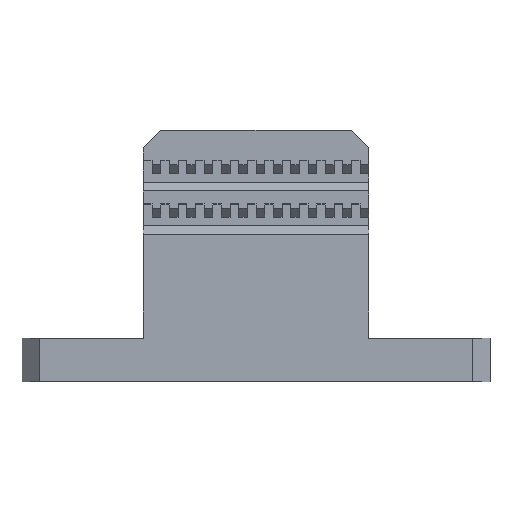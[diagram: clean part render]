
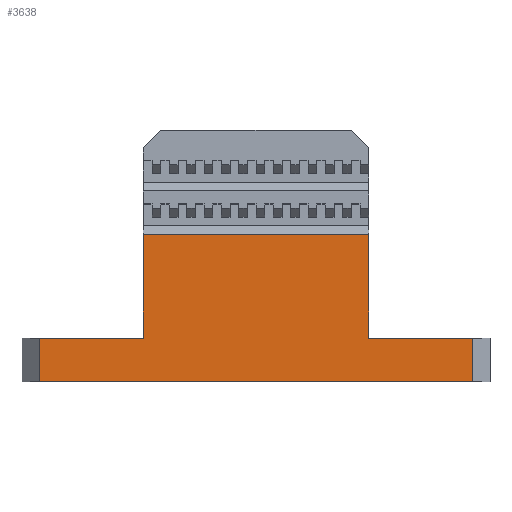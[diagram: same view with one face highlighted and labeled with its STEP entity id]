
A CAD part, top view. The second image highlights one B-rep face of the part: STEP entity #3638.
In plain terms, the highlighted planar face has unit normal (0, 0, 1).
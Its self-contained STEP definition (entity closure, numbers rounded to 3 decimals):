
#55 = PLANE('',#56);
#56 = AXIS2_PLACEMENT_3D('',#57,#58,#59);
#57 = CARTESIAN_POINT('',(0.,0.,10.));
#58 = DIRECTION('',(0.,-1.,0.));
#59 = DIRECTION('',(0.,0.,-1.));
#83 = PLANE('',#84);
#84 = AXIS2_PLACEMENT_3D('',#85,#86,#87);
#85 = CARTESIAN_POINT('',(1.,0.,9.));
#86 = DIRECTION('',(-0.707,0.,0.707));
#87 = DIRECTION('',(0.,-1.,0.));
#111 = PLANE('',#112);
#112 = AXIS2_PLACEMENT_3D('',#113,#114,#115);
#113 = CARTESIAN_POINT('',(0.,-5.,10.));
#114 = DIRECTION('',(0.,-1.,0.));
#115 = DIRECTION('',(0.,0.,-1.));
#152 = EDGE_CURVE('',#153,#155,#157,.T.);
#153 = VERTEX_POINT('',#154);
#154 = CARTESIAN_POINT('',(2.,0.,10.));
#155 = VERTEX_POINT('',#156);
#156 = CARTESIAN_POINT('',(14.,0.,10.));
#157 = SURFACE_CURVE('',#158,(#162,#169),.PCURVE_S1.);
#158 = LINE('',#159,#160);
#159 = CARTESIAN_POINT('',(0.,0.,10.));
#160 = VECTOR('',#161,1.);
#161 = DIRECTION('',(1.,0.,0.));
#162 = PCURVE('',#55,#163);
#163 = DEFINITIONAL_REPRESENTATION('',(#164),#168);
#164 = LINE('',#165,#166);
#165 = CARTESIAN_POINT('',(0.,0.));
#166 = VECTOR('',#167,1.);
#167 = DIRECTION('',(0.,1.));
#168 = ( GEOMETRIC_REPRESENTATION_CONTEXT(2) 
PARAMETRIC_REPRESENTATION_CONTEXT() REPRESENTATION_CONTEXT('2D SPACE',''
  ) );
#169 = PCURVE('',#170,#175);
#170 = PLANE('',#171);
#171 = AXIS2_PLACEMENT_3D('',#172,#173,#174);
#172 = CARTESIAN_POINT('',(2.,-5.,10.));
#173 = DIRECTION('',(0.,0.,-1.));
#174 = DIRECTION('',(-1.,0.,0.));
#175 = DEFINITIONAL_REPRESENTATION('',(#176),#180);
#176 = LINE('',#177,#178);
#177 = CARTESIAN_POINT('',(2.,5.));
#178 = VECTOR('',#179,1.);
#179 = DIRECTION('',(-1.,0.));
#180 = ( GEOMETRIC_REPRESENTATION_CONTEXT(2) 
PARAMETRIC_REPRESENTATION_CONTEXT() REPRESENTATION_CONTEXT('2D SPACE',''
  ) );
#269 = PLANE('',#270);
#270 = AXIS2_PLACEMENT_3D('',#271,#272,#273);
#271 = CARTESIAN_POINT('',(14.,0.,0.));
#272 = DIRECTION('',(1.,0.,0.));
#273 = DIRECTION('',(0.,0.,1.));
#2005 = VERTEX_POINT('',#2006);
#2006 = CARTESIAN_POINT('',(2.,-5.,10.));
#2027 = EDGE_CURVE('',#153,#2005,#2028,.T.);
#2028 = SURFACE_CURVE('',#2029,(#2033,#2040),.PCURVE_S1.);
#2029 = LINE('',#2030,#2031);
#2030 = CARTESIAN_POINT('',(2.,0.,10.));
#2031 = VECTOR('',#2032,1.);
#2032 = DIRECTION('',(0.,-1.,0.));
#2033 = PCURVE('',#83,#2034);
#2034 = DEFINITIONAL_REPRESENTATION('',(#2035),#2039);
#2035 = LINE('',#2036,#2037);
#2036 = CARTESIAN_POINT('',(0.,1.414));
#2037 = VECTOR('',#2038,1.);
#2038 = DIRECTION('',(1.,0.));
#2039 = ( GEOMETRIC_REPRESENTATION_CONTEXT(2) 
PARAMETRIC_REPRESENTATION_CONTEXT() REPRESENTATION_CONTEXT('2D SPACE',''
  ) );
#2040 = PCURVE('',#170,#2041);
#2041 = DEFINITIONAL_REPRESENTATION('',(#2042),#2046);
#2042 = LINE('',#2043,#2044);
#2043 = CARTESIAN_POINT('',(0.,5.));
#2044 = VECTOR('',#2045,1.);
#2045 = DIRECTION('',(0.,-1.));
#2046 = ( GEOMETRIC_REPRESENTATION_CONTEXT(2) 
PARAMETRIC_REPRESENTATION_CONTEXT() REPRESENTATION_CONTEXT('2D SPACE',''
  ) );
#2100 = EDGE_CURVE('',#2005,#2101,#2103,.T.);
#2101 = VERTEX_POINT('',#2102);
#2102 = CARTESIAN_POINT('',(52.,-5.,10.));
#2103 = SURFACE_CURVE('',#2104,(#2108,#2115),.PCURVE_S1.);
#2104 = LINE('',#2105,#2106);
#2105 = CARTESIAN_POINT('',(0.,-5.,10.));
#2106 = VECTOR('',#2107,1.);
#2107 = DIRECTION('',(1.,0.,0.));
#2108 = PCURVE('',#111,#2109);
#2109 = DEFINITIONAL_REPRESENTATION('',(#2110),#2114);
#2110 = LINE('',#2111,#2112);
#2111 = CARTESIAN_POINT('',(0.,0.));
#2112 = VECTOR('',#2113,1.);
#2113 = DIRECTION('',(0.,1.));
#2114 = ( GEOMETRIC_REPRESENTATION_CONTEXT(2) 
PARAMETRIC_REPRESENTATION_CONTEXT() REPRESENTATION_CONTEXT('2D SPACE',''
  ) );
#2115 = PCURVE('',#170,#2116);
#2116 = DEFINITIONAL_REPRESENTATION('',(#2117),#2121);
#2117 = LINE('',#2118,#2119);
#2118 = CARTESIAN_POINT('',(2.,0.));
#2119 = VECTOR('',#2120,1.);
#2120 = DIRECTION('',(-1.,0.));
#2121 = ( GEOMETRIC_REPRESENTATION_CONTEXT(2) 
PARAMETRIC_REPRESENTATION_CONTEXT() REPRESENTATION_CONTEXT('2D SPACE',''
  ) );
#2219 = PLANE('',#2220);
#2220 = AXIS2_PLACEMENT_3D('',#2221,#2222,#2223);
#2221 = CARTESIAN_POINT('',(53.,0.,9.));
#2222 = DIRECTION('',(-0.707,0.,
    -0.707));
#2223 = DIRECTION('',(0.,-1.,0.));
#3638 = ADVANCED_FACE('',(#3639),#170,.F.);
#3639 = FACE_BOUND('',#3640,.F.);
#3640 = EDGE_LOOP('',(#3641,#3642,#3643,#3644,#3667,#3693,#3721,#3749));
#3641 = ORIENTED_EDGE('',*,*,#2100,.F.);
#3642 = ORIENTED_EDGE('',*,*,#2027,.F.);
#3643 = ORIENTED_EDGE('',*,*,#152,.T.);
#3644 = ORIENTED_EDGE('',*,*,#3645,.T.);
#3645 = EDGE_CURVE('',#155,#3646,#3648,.T.);
#3646 = VERTEX_POINT('',#3647);
#3647 = CARTESIAN_POINT('',(14.,12.,10.));
#3648 = SURFACE_CURVE('',#3649,(#3653,#3660),.PCURVE_S1.);
#3649 = LINE('',#3650,#3651);
#3650 = CARTESIAN_POINT('',(14.,0.,10.));
#3651 = VECTOR('',#3652,1.);
#3652 = DIRECTION('',(0.,1.,0.));
#3653 = PCURVE('',#170,#3654);
#3654 = DEFINITIONAL_REPRESENTATION('',(#3655),#3659);
#3655 = LINE('',#3656,#3657);
#3656 = CARTESIAN_POINT('',(-12.,5.));
#3657 = VECTOR('',#3658,1.);
#3658 = DIRECTION('',(0.,1.));
#3659 = ( GEOMETRIC_REPRESENTATION_CONTEXT(2) 
PARAMETRIC_REPRESENTATION_CONTEXT() REPRESENTATION_CONTEXT('2D SPACE',''
  ) );
#3660 = PCURVE('',#269,#3661);
#3661 = DEFINITIONAL_REPRESENTATION('',(#3662),#3666);
#3662 = LINE('',#3663,#3664);
#3663 = CARTESIAN_POINT('',(10.,0.));
#3664 = VECTOR('',#3665,1.);
#3665 = DIRECTION('',(0.,-1.));
#3666 = ( GEOMETRIC_REPRESENTATION_CONTEXT(2) 
PARAMETRIC_REPRESENTATION_CONTEXT() REPRESENTATION_CONTEXT('2D SPACE',''
  ) );
#3667 = ORIENTED_EDGE('',*,*,#3668,.T.);
#3668 = EDGE_CURVE('',#3646,#3669,#3671,.T.);
#3669 = VERTEX_POINT('',#3670);
#3670 = CARTESIAN_POINT('',(40.,12.,10.));
#3671 = SURFACE_CURVE('',#3672,(#3676,#3682),.PCURVE_S1.);
#3672 = LINE('',#3673,#3674);
#3673 = CARTESIAN_POINT('',(2.,12.,10.));
#3674 = VECTOR('',#3675,1.);
#3675 = DIRECTION('',(1.,-0.,0.));
#3676 = PCURVE('',#170,#3677);
#3677 = DEFINITIONAL_REPRESENTATION('',(#3678),#3681);
#3678 = B_SPLINE_CURVE_WITH_KNOTS('',1,(#3679,#3680),.UNSPECIFIED.,.F.,
  .F.,(2,2),(-5.,55.),.PIECEWISE_BEZIER_KNOTS.);
#3679 = CARTESIAN_POINT('',(5.,17.));
#3680 = CARTESIAN_POINT('',(-55.,17.));
#3681 = ( GEOMETRIC_REPRESENTATION_CONTEXT(2) 
PARAMETRIC_REPRESENTATION_CONTEXT() REPRESENTATION_CONTEXT('2D SPACE',''
  ) );
#3682 = PCURVE('',#3683,#3688);
#3683 = PLANE('',#3684);
#3684 = AXIS2_PLACEMENT_3D('',#3685,#3686,#3687);
#3685 = CARTESIAN_POINT('',(2.,13.5,8.5));
#3686 = DIRECTION('',(0.,0.707,0.707));
#3687 = DIRECTION('',(0.,-0.707,0.707));
#3688 = DEFINITIONAL_REPRESENTATION('',(#3689),#3692);
#3689 = B_SPLINE_CURVE_WITH_KNOTS('',1,(#3690,#3691),.UNSPECIFIED.,.F.,
  .F.,(2,2),(-5.,55.),.PIECEWISE_BEZIER_KNOTS.);
#3690 = CARTESIAN_POINT('',(2.121,-5.));
#3691 = CARTESIAN_POINT('',(2.121,55.));
#3692 = ( GEOMETRIC_REPRESENTATION_CONTEXT(2) 
PARAMETRIC_REPRESENTATION_CONTEXT() REPRESENTATION_CONTEXT('2D SPACE',''
  ) );
#3693 = ORIENTED_EDGE('',*,*,#3694,.F.);
#3694 = EDGE_CURVE('',#3695,#3669,#3697,.T.);
#3695 = VERTEX_POINT('',#3696);
#3696 = CARTESIAN_POINT('',(40.,0.,10.));
#3697 = SURFACE_CURVE('',#3698,(#3702,#3709),.PCURVE_S1.);
#3698 = LINE('',#3699,#3700);
#3699 = CARTESIAN_POINT('',(40.,0.,10.));
#3700 = VECTOR('',#3701,1.);
#3701 = DIRECTION('',(0.,1.,0.));
#3702 = PCURVE('',#170,#3703);
#3703 = DEFINITIONAL_REPRESENTATION('',(#3704),#3708);
#3704 = LINE('',#3705,#3706);
#3705 = CARTESIAN_POINT('',(-38.,5.));
#3706 = VECTOR('',#3707,1.);
#3707 = DIRECTION('',(0.,1.));
#3708 = ( GEOMETRIC_REPRESENTATION_CONTEXT(2) 
PARAMETRIC_REPRESENTATION_CONTEXT() REPRESENTATION_CONTEXT('2D SPACE',''
  ) );
#3709 = PCURVE('',#3710,#3715);
#3710 = PLANE('',#3711);
#3711 = AXIS2_PLACEMENT_3D('',#3712,#3713,#3714);
#3712 = CARTESIAN_POINT('',(40.,0.,0.));
#3713 = DIRECTION('',(1.,0.,0.));
#3714 = DIRECTION('',(0.,0.,1.));
#3715 = DEFINITIONAL_REPRESENTATION('',(#3716),#3720);
#3716 = LINE('',#3717,#3718);
#3717 = CARTESIAN_POINT('',(10.,0.));
#3718 = VECTOR('',#3719,1.);
#3719 = DIRECTION('',(0.,-1.));
#3720 = ( GEOMETRIC_REPRESENTATION_CONTEXT(2) 
PARAMETRIC_REPRESENTATION_CONTEXT() REPRESENTATION_CONTEXT('2D SPACE',''
  ) );
#3721 = ORIENTED_EDGE('',*,*,#3722,.T.);
#3722 = EDGE_CURVE('',#3695,#3723,#3725,.T.);
#3723 = VERTEX_POINT('',#3724);
#3724 = CARTESIAN_POINT('',(52.,0.,10.));
#3725 = SURFACE_CURVE('',#3726,(#3730,#3737),.PCURVE_S1.);
#3726 = LINE('',#3727,#3728);
#3727 = CARTESIAN_POINT('',(0.,0.,10.));
#3728 = VECTOR('',#3729,1.);
#3729 = DIRECTION('',(1.,0.,0.));
#3730 = PCURVE('',#170,#3731);
#3731 = DEFINITIONAL_REPRESENTATION('',(#3732),#3736);
#3732 = LINE('',#3733,#3734);
#3733 = CARTESIAN_POINT('',(2.,5.));
#3734 = VECTOR('',#3735,1.);
#3735 = DIRECTION('',(-1.,0.));
#3736 = ( GEOMETRIC_REPRESENTATION_CONTEXT(2) 
PARAMETRIC_REPRESENTATION_CONTEXT() REPRESENTATION_CONTEXT('2D SPACE',''
  ) );
#3737 = PCURVE('',#3738,#3743);
#3738 = PLANE('',#3739);
#3739 = AXIS2_PLACEMENT_3D('',#3740,#3741,#3742);
#3740 = CARTESIAN_POINT('',(0.,0.,10.));
#3741 = DIRECTION('',(0.,-1.,0.));
#3742 = DIRECTION('',(0.,0.,-1.));
#3743 = DEFINITIONAL_REPRESENTATION('',(#3744),#3748);
#3744 = LINE('',#3745,#3746);
#3745 = CARTESIAN_POINT('',(0.,0.));
#3746 = VECTOR('',#3747,1.);
#3747 = DIRECTION('',(0.,1.));
#3748 = ( GEOMETRIC_REPRESENTATION_CONTEXT(2) 
PARAMETRIC_REPRESENTATION_CONTEXT() REPRESENTATION_CONTEXT('2D SPACE',''
  ) );
#3749 = ORIENTED_EDGE('',*,*,#3750,.T.);
#3750 = EDGE_CURVE('',#3723,#2101,#3751,.T.);
#3751 = SURFACE_CURVE('',#3752,(#3756,#3763),.PCURVE_S1.);
#3752 = LINE('',#3753,#3754);
#3753 = CARTESIAN_POINT('',(52.,0.,10.));
#3754 = VECTOR('',#3755,1.);
#3755 = DIRECTION('',(0.,-1.,0.));
#3756 = PCURVE('',#170,#3757);
#3757 = DEFINITIONAL_REPRESENTATION('',(#3758),#3762);
#3758 = LINE('',#3759,#3760);
#3759 = CARTESIAN_POINT('',(-50.,5.));
#3760 = VECTOR('',#3761,1.);
#3761 = DIRECTION('',(0.,-1.));
#3762 = ( GEOMETRIC_REPRESENTATION_CONTEXT(2) 
PARAMETRIC_REPRESENTATION_CONTEXT() REPRESENTATION_CONTEXT('2D SPACE',''
  ) );
#3763 = PCURVE('',#2219,#3764);
#3764 = DEFINITIONAL_REPRESENTATION('',(#3765),#3769);
#3765 = LINE('',#3766,#3767);
#3766 = CARTESIAN_POINT('',(0.,1.414));
#3767 = VECTOR('',#3768,1.);
#3768 = DIRECTION('',(1.,0.));
#3769 = ( GEOMETRIC_REPRESENTATION_CONTEXT(2) 
PARAMETRIC_REPRESENTATION_CONTEXT() REPRESENTATION_CONTEXT('2D SPACE',''
  ) );
